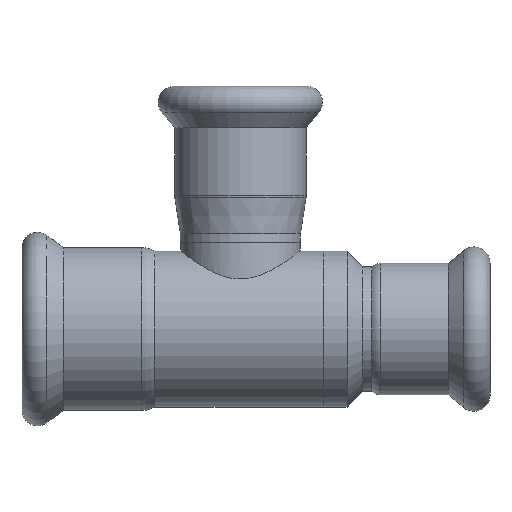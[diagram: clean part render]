
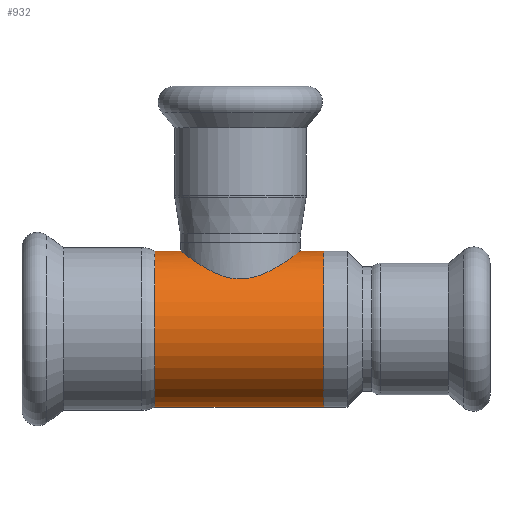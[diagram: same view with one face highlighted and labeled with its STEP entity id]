
A CAD part, front view. The second image highlights one B-rep face of the part: STEP entity #932.
In plain terms, the highlighted cylindrical face has radius 15 mm (diameter 30 mm), a full revolution.
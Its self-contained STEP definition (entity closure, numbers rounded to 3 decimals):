
#147=B_SPLINE_CURVE_WITH_KNOTS($,3,(#1567,#1568,#1569,#1570,#1571,#1572,
#1573,#1574,#1575,#1576,#1577,#1578,#1579,#1580,#1581,#1582,#1583,#1584,
#1585,#1586,#1587,#1588,#1589,#1590,#1591,#1592,#1593,#1594,#1595,#1596,
#1597,#1598,#1599,#1600,#1601,#1602,#1603,#1604,#1605,#1606,#1607,#1608,
#1609,#1610,#1611,#1612,#1613,#1614,#1615,#1616),.UNSPECIFIED.,.T.,.F.,
(4,2,2,2,2,2,2,2,2,2,2,2,2,2,2,2,2,2,2,2,2,2,2,2,4),(0.,0.233,
0.466,0.932,1.386,1.614,1.841,
2.068,2.296,2.75,3.216,3.449,
3.682,3.915,4.148,4.614,5.068,
5.296,5.523,5.75,5.978,6.432,
6.898,7.131,7.364),.UNSPECIFIED.);
#151=CYLINDRICAL_SURFACE($,#1020,15.);
#175=FACE_BOUND($,#319,.T.);
#176=FACE_BOUND($,#320,.T.);
#244=FACE_OUTER_BOUND($,#318,.T.);
#318=EDGE_LOOP($,(#714));
#319=EDGE_LOOP($,(#715));
#320=EDGE_LOOP($,(#716));
#455=CIRCLE($,#1016,15.);
#458=CIRCLE($,#1021,15.);
#527=VERTEX_POINT($,#1515);
#531=VERTEX_POINT($,#1566);
#532=VERTEX_POINT($,#1617);
#612=EDGE_CURVE($,#527,#527,#455,.T.);
#616=EDGE_CURVE($,#531,#531,#147,.T.);
#617=EDGE_CURVE($,#532,#532,#458,.T.);
#714=ORIENTED_EDGE($,*,*,#612,.T.);
#715=ORIENTED_EDGE($,*,*,#616,.T.);
#716=ORIENTED_EDGE($,*,*,#617,.T.);
#932=ADVANCED_FACE($,(#244,#175,#176),#151,.T.);
#1016=AXIS2_PLACEMENT_3D($,#1516,#1177,#1178);
#1020=AXIS2_PLACEMENT_3D($,#1565,#1185,#1186);
#1021=AXIS2_PLACEMENT_3D($,#1618,#1187,#1188);
#1177=DIRECTION('center_axis',(-1.,0.,0.));
#1178=DIRECTION('ref_axis',(0.,1.,0.));
#1185=DIRECTION('center_axis',(1.,0.,0.));
#1186=DIRECTION('ref_axis',(0.,1.,0.));
#1187=DIRECTION('center_axis',(1.,0.,0.));
#1188=DIRECTION('ref_axis',(0.,1.,0.));
#1515=CARTESIAN_POINT('',(16.,-15.,0.));
#1516=CARTESIAN_POINT('Origin',(16.,0.,0.));
#1565=CARTESIAN_POINT('Origin',(0.,0.,0.));
#1566=CARTESIAN_POINT('',(0.,11.5,9.631));
#1567=CARTESIAN_POINT('Ctrl Pts',(0.,11.5,9.631));
#1568=CARTESIAN_POINT('Ctrl Pts',(0.776,11.5,9.631));
#1569=CARTESIAN_POINT('Ctrl Pts',(1.553,11.421,9.727));
#1570=CARTESIAN_POINT('Ctrl Pts',(3.063,11.111,10.079));
#1571=CARTESIAN_POINT('Ctrl Pts',(3.797,10.882,10.333));
#1572=CARTESIAN_POINT('Ctrl Pts',(5.886,9.995,11.216));
#1573=CARTESIAN_POINT('Ctrl Pts',(7.133,9.131,11.96));
#1574=CARTESIAN_POINT('Ctrl Pts',(9.107,7.157,13.234));
#1575=CARTESIAN_POINT('Ctrl Pts',(9.985,5.908,13.867));
#1576=CARTESIAN_POINT('Ctrl Pts',(10.883,3.793,14.531));
#1577=CARTESIAN_POINT('Ctrl Pts',(11.116,3.049,14.707));
#1578=CARTESIAN_POINT('Ctrl Pts',(11.424,1.531,14.941));
#1579=CARTESIAN_POINT('Ctrl Pts',(11.5,0.758,15.));
#1580=CARTESIAN_POINT('Ctrl Pts',(11.5,-0.758,15.));
#1581=CARTESIAN_POINT('Ctrl Pts',(11.424,-1.531,14.941));
#1582=CARTESIAN_POINT('Ctrl Pts',(11.116,-3.049,14.707));
#1583=CARTESIAN_POINT('Ctrl Pts',(10.883,-3.793,14.531));
#1584=CARTESIAN_POINT('Ctrl Pts',(9.985,-5.908,13.867));
#1585=CARTESIAN_POINT('Ctrl Pts',(9.107,-7.157,13.234));
#1586=CARTESIAN_POINT('Ctrl Pts',(7.133,-9.131,11.96));
#1587=CARTESIAN_POINT('Ctrl Pts',(5.886,-9.995,11.216));
#1588=CARTESIAN_POINT('Ctrl Pts',(3.797,-10.882,10.333));
#1589=CARTESIAN_POINT('Ctrl Pts',(3.063,-11.111,10.079));
#1590=CARTESIAN_POINT('Ctrl Pts',(1.553,-11.421,9.727));
#1591=CARTESIAN_POINT('Ctrl Pts',(0.776,-11.5,9.631));
#1592=CARTESIAN_POINT('Ctrl Pts',(-0.776,-11.5,9.631));
#1593=CARTESIAN_POINT('Ctrl Pts',(-1.553,-11.421,9.727));
#1594=CARTESIAN_POINT('Ctrl Pts',(-3.063,-11.111,10.079));
#1595=CARTESIAN_POINT('Ctrl Pts',(-3.797,-10.882,10.333));
#1596=CARTESIAN_POINT('Ctrl Pts',(-5.886,-9.995,11.216));
#1597=CARTESIAN_POINT('Ctrl Pts',(-7.133,-9.131,11.96));
#1598=CARTESIAN_POINT('Ctrl Pts',(-9.107,-7.157,13.234));
#1599=CARTESIAN_POINT('Ctrl Pts',(-9.985,-5.908,13.867));
#1600=CARTESIAN_POINT('Ctrl Pts',(-10.883,-3.793,14.531));
#1601=CARTESIAN_POINT('Ctrl Pts',(-11.116,-3.049,14.707));
#1602=CARTESIAN_POINT('Ctrl Pts',(-11.424,-1.531,14.941));
#1603=CARTESIAN_POINT('Ctrl Pts',(-11.5,-0.758,15.));
#1604=CARTESIAN_POINT('Ctrl Pts',(-11.5,0.758,15.));
#1605=CARTESIAN_POINT('Ctrl Pts',(-11.424,1.531,14.941));
#1606=CARTESIAN_POINT('Ctrl Pts',(-11.116,3.049,14.707));
#1607=CARTESIAN_POINT('Ctrl Pts',(-10.883,3.793,14.531));
#1608=CARTESIAN_POINT('Ctrl Pts',(-9.985,5.908,13.867));
#1609=CARTESIAN_POINT('Ctrl Pts',(-9.107,7.157,13.234));
#1610=CARTESIAN_POINT('Ctrl Pts',(-7.133,9.131,11.96));
#1611=CARTESIAN_POINT('Ctrl Pts',(-5.886,9.995,11.216));
#1612=CARTESIAN_POINT('Ctrl Pts',(-3.797,10.882,10.333));
#1613=CARTESIAN_POINT('Ctrl Pts',(-3.063,11.111,10.079));
#1614=CARTESIAN_POINT('Ctrl Pts',(-1.553,11.421,9.727));
#1615=CARTESIAN_POINT('Ctrl Pts',(-0.776,11.5,9.631));
#1616=CARTESIAN_POINT('Ctrl Pts',(0.,11.5,9.631));
#1617=CARTESIAN_POINT('',(-19.,15.,0.));
#1618=CARTESIAN_POINT('Origin',(-19.,0.,0.));
